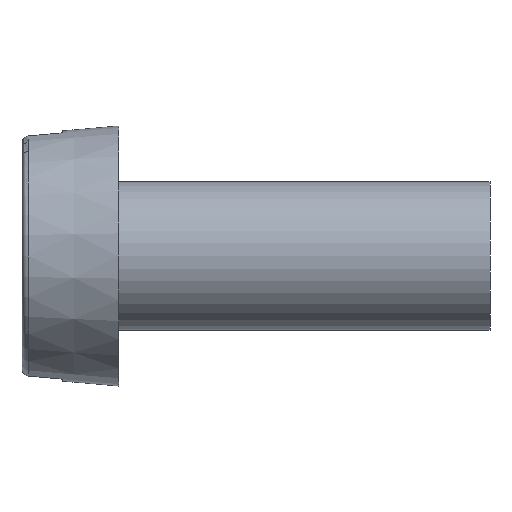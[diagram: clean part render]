
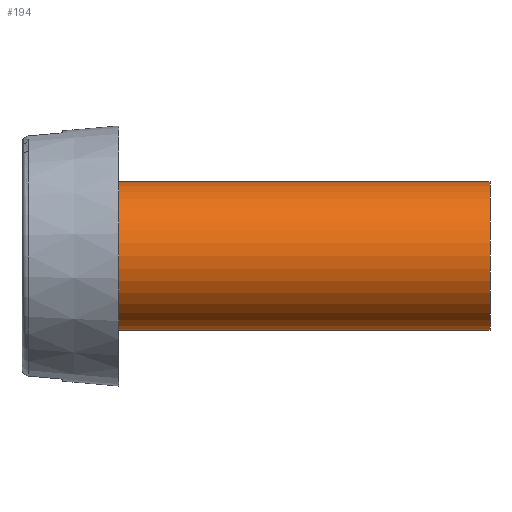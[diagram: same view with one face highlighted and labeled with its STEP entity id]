
A CAD part, front view. The second image highlights one B-rep face of the part: STEP entity #194.
In plain terms, the highlighted cylindrical face has radius 2 mm (diameter 4 mm), a partial arc.
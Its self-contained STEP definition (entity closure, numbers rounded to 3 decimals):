
#6 = LINE ( 'NONE', #425, #312 ) ;
#42 = AXIS2_PLACEMENT_3D ( 'NONE', #337, #339, #269 ) ;
#48 = ORIENTED_EDGE ( 'NONE', *, *, #110, .F. ) ;
#67 = DIRECTION ( 'NONE',  ( 0., 0., 1. ) ) ;
#109 = CARTESIAN_POINT ( 'NONE',  ( 2.6, 0., -2. ) ) ;
#110 = EDGE_CURVE ( 'NONE', #199, #401, #201, .T. ) ;
#136 = EDGE_CURVE ( 'NONE', #310, #199, #205, .T. ) ;
#138 = DIRECTION ( 'NONE',  ( -1., 0., 0. ) ) ;
#145 = DIRECTION ( 'NONE',  ( -1., 0., 0. ) ) ;
#152 = DIRECTION ( 'NONE',  ( 0., 0., 1. ) ) ;
#159 = CARTESIAN_POINT ( 'NONE',  ( 12.6, 0., -2. ) ) ;
#194 = ADVANCED_FACE ( 'NONE', ( #327 ), #292, .T. ) ;
#197 = EDGE_LOOP ( 'NONE', ( #295, #366, #333, #48 ) ) ;
#199 = VERTEX_POINT ( 'NONE', #109 ) ;
#201 = CIRCLE ( 'NONE', #244, 2. ) ;
#205 = LINE ( 'NONE', #400, #383 ) ;
#244 = AXIS2_PLACEMENT_3D ( 'NONE', #385, #138, #67 ) ;
#249 = EDGE_CURVE ( 'NONE', #413, #401, #6, .T. ) ;
#267 = AXIS2_PLACEMENT_3D ( 'NONE', #362, #397, #152 ) ;
#269 = DIRECTION ( 'NONE',  ( 0., 0., 1. ) ) ;
#278 = CARTESIAN_POINT ( 'NONE',  ( 2.6, 0., 2. ) ) ;
#292 = CYLINDRICAL_SURFACE ( 'NONE', #267, 2. ) ;
#295 = ORIENTED_EDGE ( 'NONE', *, *, #136, .F. ) ;
#310 = VERTEX_POINT ( 'NONE', #159 ) ;
#312 = VECTOR ( 'NONE', #145, 1000. ) ;
#327 = FACE_OUTER_BOUND ( 'NONE', #197, .T. ) ;
#333 = ORIENTED_EDGE ( 'NONE', *, *, #249, .T. ) ;
#337 = CARTESIAN_POINT ( 'NONE',  ( 12.6, 0., 0. ) ) ;
#339 = DIRECTION ( 'NONE',  ( -1., 0., 0. ) ) ;
#352 = CIRCLE ( 'NONE', #42, 2. ) ;
#362 = CARTESIAN_POINT ( 'NONE',  ( -25.4, 0., 0. ) ) ;
#363 = EDGE_CURVE ( 'NONE', #310, #413, #352, .T. ) ;
#366 = ORIENTED_EDGE ( 'NONE', *, *, #363, .T. ) ;
#383 = VECTOR ( 'NONE', #423, 1000. ) ;
#385 = CARTESIAN_POINT ( 'NONE',  ( 2.6, 0., 0. ) ) ;
#397 = DIRECTION ( 'NONE',  ( -1., 0., 0. ) ) ;
#400 = CARTESIAN_POINT ( 'NONE',  ( -25.4, 0., -2. ) ) ;
#401 = VERTEX_POINT ( 'NONE', #278 ) ;
#413 = VERTEX_POINT ( 'NONE', #419 ) ;
#419 = CARTESIAN_POINT ( 'NONE',  ( 12.6, 0., 2. ) ) ;
#423 = DIRECTION ( 'NONE',  ( -1., 0., 0. ) ) ;
#425 = CARTESIAN_POINT ( 'NONE',  ( -25.4, 0., 2. ) ) ;
